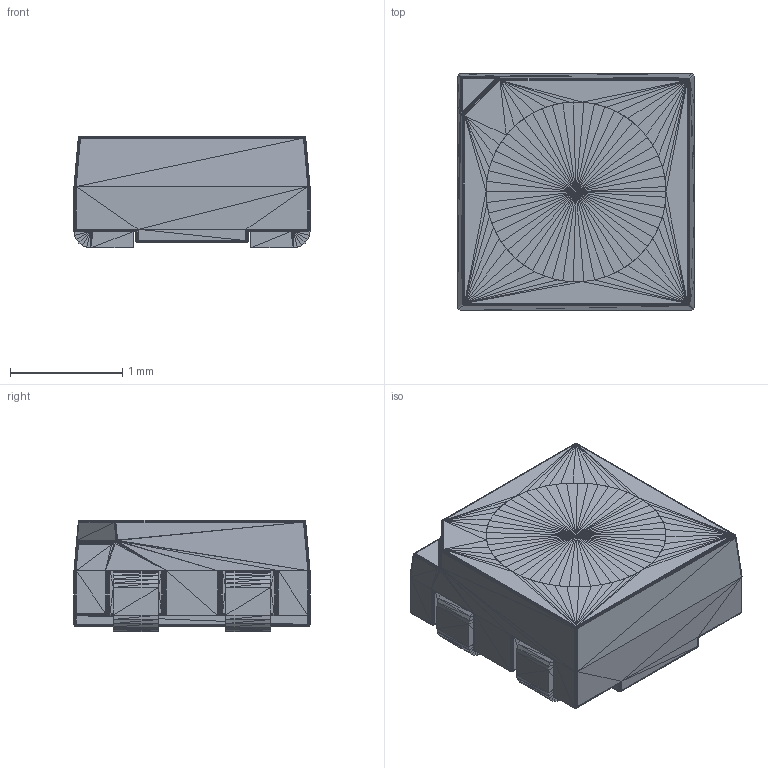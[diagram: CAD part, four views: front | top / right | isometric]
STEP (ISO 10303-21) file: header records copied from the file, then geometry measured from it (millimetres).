
FILE_DESCRIPTION(('auto-generated'),'2;1');
FILE_SCHEMA(('CONFIG_CONTROL_DESIGN'));
Bounding box: 2.1 x 2.1 x 1 mm (x, y, z)
Volume: 0.6 mm3; surface area: 25.6 mm2
Topology: 1 solids, 18 shells, 5965 faces, 9367 edges, 3404 vertices
Faces by surface type: plane 5965
Entity records: 91661 total; most frequent: ORIENTED_EDGE 17887, DIRECTION 12338, EDGE_CURVE 9367, LINE 9364, VECTOR 6022, AXIS2_PLACEMENT_3D 5966, PLANE 5965, EDGE_LOOP 5965
